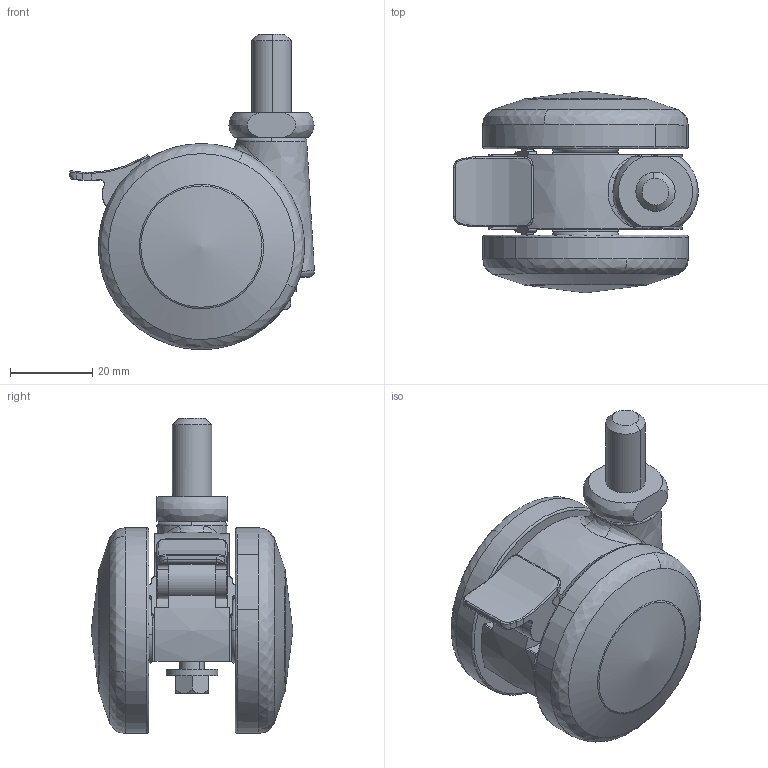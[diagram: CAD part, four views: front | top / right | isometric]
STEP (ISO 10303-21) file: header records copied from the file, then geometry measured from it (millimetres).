
FILE_DESCRIPTION((''),'2;1');
FILE_NAME('','2005-12-16T13:56:54',(''),(''),'','CADfix','');
FILE_SCHEMA(('AUTOMOTIVE_DESIGN'));
Length unit declared in the file: millimetre
Products named in the file (5): wheel; main shaft; lever; body; TY50N3S_11171_36
Assembly tree (5 placements, depth 2):
  TY50N3S_11171_36
    wheel  x2
    main shaft
    lever
    body
Bounding box: 59.4 x 49 x 76.5 mm (x, y, z)
Volume: 64811 mm3; surface area: 27354.8 mm2
Topology: 5 solids, 5 shells, 217 faces, 625 edges, 428 vertices
Faces by surface type: bspline 217
Entity records: 9546 total; most frequent: CARTESIAN_POINT 6423, ORIENTED_EDGE 1098, EDGE_CURVE 549, VERTEX_POINT 370, EDGE_LOOP 213, FACE_OUTER_BOUND 196, ADVANCED_FACE 196, QUASI_UNIFORM_CURVE 192
